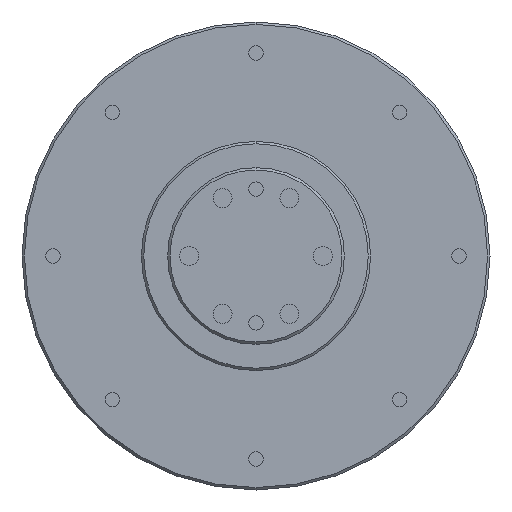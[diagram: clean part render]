
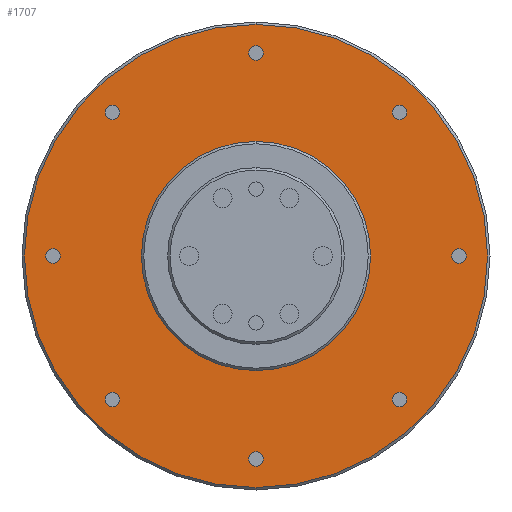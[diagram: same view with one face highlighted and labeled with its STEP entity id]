
A CAD part, left-side view. The second image highlights one B-rep face of the part: STEP entity #1707.
In plain terms, the highlighted planar face has unit normal (-1, 0, 0).
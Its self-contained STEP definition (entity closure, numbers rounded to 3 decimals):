
#299=CARTESIAN_POINT('',(-35.5,0.,0.));
#300=DIRECTION('',(1.,0.,0.));
#301=DIRECTION('',(0.,0.,-1.));
#302=AXIS2_PLACEMENT_3D('',#299,#300,#301);
#312=CARTESIAN_POINT('',(-35.5,0.,0.));
#313=DIRECTION('',(-1.,0.,0.));
#314=DIRECTION('',(0.,0.,-1.));
#315=AXIS2_PLACEMENT_3D('',#312,#313,#314);
#317=CARTESIAN_POINT('',(-35.5,0.,0.));
#318=DIRECTION('',(1.,0.,0.));
#319=DIRECTION('',(0.,0.,-1.));
#320=AXIS2_PLACEMENT_3D('',#317,#318,#319);
#322=CARTESIAN_POINT('',(-35.5,0.,0.));
#323=DIRECTION('',(-1.,0.,0.));
#324=DIRECTION('',(0.,0.,-1.));
#325=AXIS2_PLACEMENT_3D('',#322,#323,#324);
#327=CARTESIAN_POINT('',(-35.5,42.5,0.));
#328=DIRECTION('',(-1.,0.,0.));
#329=DIRECTION('',(0.,0.,1.));
#330=AXIS2_PLACEMENT_3D('',#327,#328,#329);
#332=CARTESIAN_POINT('',(-35.5,42.5,0.));
#333=DIRECTION('',(-1.,0.,0.));
#334=DIRECTION('',(0.,0.,-1.));
#335=AXIS2_PLACEMENT_3D('',#332,#333,#334);
#337=CARTESIAN_POINT('',(-35.5,30.052,30.052));
#338=DIRECTION('',(-1.,0.,0.));
#339=DIRECTION('',(0.,-0.707,0.707));
#340=AXIS2_PLACEMENT_3D('',#337,#338,#339);
#342=CARTESIAN_POINT('',(-35.5,30.052,30.052));
#343=DIRECTION('',(-1.,0.,0.));
#344=DIRECTION('',(0.,0.707,-0.707));
#345=AXIS2_PLACEMENT_3D('',#342,#343,#344);
#347=CARTESIAN_POINT('',(-35.5,0.,42.5));
#348=DIRECTION('',(-1.,0.,0.));
#349=DIRECTION('',(0.,-1.,0.));
#350=AXIS2_PLACEMENT_3D('',#347,#348,#349);
#352=CARTESIAN_POINT('',(-35.5,0.,42.5));
#353=DIRECTION('',(-1.,0.,0.));
#354=DIRECTION('',(0.,1.,0.));
#355=AXIS2_PLACEMENT_3D('',#352,#353,#354);
#357=CARTESIAN_POINT('',(-35.5,-30.052,30.052));
#358=DIRECTION('',(-1.,0.,0.));
#359=DIRECTION('',(0.,-0.707,-0.707));
#360=AXIS2_PLACEMENT_3D('',#357,#358,#359);
#362=CARTESIAN_POINT('',(-35.5,-30.052,30.052));
#363=DIRECTION('',(-1.,0.,0.));
#364=DIRECTION('',(0.,0.707,0.707));
#365=AXIS2_PLACEMENT_3D('',#362,#363,#364);
#367=CARTESIAN_POINT('',(-35.5,-42.5,0.));
#368=DIRECTION('',(-1.,0.,0.));
#369=DIRECTION('',(0.,0.,-1.));
#370=AXIS2_PLACEMENT_3D('',#367,#368,#369);
#372=CARTESIAN_POINT('',(-35.5,-42.5,0.));
#373=DIRECTION('',(-1.,0.,0.));
#374=DIRECTION('',(0.,0.,1.));
#375=AXIS2_PLACEMENT_3D('',#372,#373,#374);
#377=CARTESIAN_POINT('',(-35.5,-30.052,-30.052));
#378=DIRECTION('',(-1.,0.,0.));
#379=DIRECTION('',(0.,0.707,-0.707));
#380=AXIS2_PLACEMENT_3D('',#377,#378,#379);
#382=CARTESIAN_POINT('',(-35.5,-30.052,-30.052));
#383=DIRECTION('',(-1.,0.,0.));
#384=DIRECTION('',(0.,-0.707,0.707));
#385=AXIS2_PLACEMENT_3D('',#382,#383,#384);
#387=CARTESIAN_POINT('',(-35.5,0.,-42.5));
#388=DIRECTION('',(-1.,0.,0.));
#389=DIRECTION('',(0.,1.,0.));
#390=AXIS2_PLACEMENT_3D('',#387,#388,#389);
#392=CARTESIAN_POINT('',(-35.5,0.,-42.5));
#393=DIRECTION('',(-1.,0.,0.));
#394=DIRECTION('',(0.,-1.,0.));
#395=AXIS2_PLACEMENT_3D('',#392,#393,#394);
#397=CARTESIAN_POINT('',(-35.5,30.052,-30.052));
#398=DIRECTION('',(-1.,0.,0.));
#399=DIRECTION('',(0.,0.707,0.707));
#400=AXIS2_PLACEMENT_3D('',#397,#398,#399);
#402=CARTESIAN_POINT('',(-35.5,30.052,-30.052));
#403=DIRECTION('',(-1.,0.,0.));
#404=DIRECTION('',(0.,-0.707,-0.707));
#405=AXIS2_PLACEMENT_3D('',#402,#403,#404);
#918=CARTESIAN_POINT('',(-35.5,0.,-48.5));
#919=VERTEX_POINT('',#918);
#920=CARTESIAN_POINT('',(-35.5,0.,-24.));
#922=VERTEX_POINT('',#920);
#942=CARTESIAN_POINT('',(-35.5,0.,48.5));
#943=VERTEX_POINT('',#942);
#944=CARTESIAN_POINT('',(-35.5,0.,24.));
#946=VERTEX_POINT('',#944);
#1018=CARTESIAN_POINT('',(-35.5,42.5,1.5));
#1019=CARTESIAN_POINT('',(-35.5,42.5,-1.5));
#1020=VERTEX_POINT('',#1018);
#1021=VERTEX_POINT('',#1019);
#1026=CARTESIAN_POINT('',(-35.5,28.991,31.113));
#1027=CARTESIAN_POINT('',(-35.5,31.113,28.991));
#1028=VERTEX_POINT('',#1026);
#1029=VERTEX_POINT('',#1027);
#1034=CARTESIAN_POINT('',(-35.5,-1.5,42.5));
#1035=CARTESIAN_POINT('',(-35.5,1.5,42.5));
#1036=VERTEX_POINT('',#1034);
#1037=VERTEX_POINT('',#1035);
#1042=CARTESIAN_POINT('',(-35.5,-31.113,28.991));
#1043=CARTESIAN_POINT('',(-35.5,-28.991,31.113));
#1044=VERTEX_POINT('',#1042);
#1045=VERTEX_POINT('',#1043);
#1050=CARTESIAN_POINT('',(-35.5,-42.5,-1.5));
#1051=CARTESIAN_POINT('',(-35.5,-42.5,1.5));
#1052=VERTEX_POINT('',#1050);
#1053=VERTEX_POINT('',#1051);
#1058=CARTESIAN_POINT('',(-35.5,-28.991,-31.113));
#1059=CARTESIAN_POINT('',(-35.5,-31.113,-28.991));
#1060=VERTEX_POINT('',#1058);
#1061=VERTEX_POINT('',#1059);
#1066=CARTESIAN_POINT('',(-35.5,1.5,-42.5));
#1067=CARTESIAN_POINT('',(-35.5,-1.5,-42.5));
#1068=VERTEX_POINT('',#1066);
#1069=VERTEX_POINT('',#1067);
#1074=CARTESIAN_POINT('',(-35.5,31.113,-28.991));
#1075=CARTESIAN_POINT('',(-35.5,28.991,-31.113));
#1076=VERTEX_POINT('',#1074);
#1077=VERTEX_POINT('',#1075);
#1644=CARTESIAN_POINT('',(-35.5,0.,0.));
#1645=DIRECTION('',(1.,0.,0.));
#1646=DIRECTION('',(0.,0.,1.));
#1647=AXIS2_PLACEMENT_3D('',#1644,#1645,#1646);
#1648=PLANE('',#1647);
#1650=ORIENTED_EDGE('',*,*,#1649,.T.);
#1652=ORIENTED_EDGE('',*,*,#1651,.F.);
#1653=EDGE_LOOP('',(#1650,#1652));
#1654=FACE_OUTER_BOUND('',#1653,.F.);
#1655=ORIENTED_EDGE('',*,*,#1639,.T.);
#1656=ORIENTED_EDGE('',*,*,#1623,.F.);
#1657=EDGE_LOOP('',(#1655,#1656));
#1658=FACE_BOUND('',#1657,.F.);
#1660=ORIENTED_EDGE('',*,*,#1659,.T.);
#1662=ORIENTED_EDGE('',*,*,#1661,.T.);
#1663=EDGE_LOOP('',(#1660,#1662));
#1664=FACE_BOUND('',#1663,.F.);
#1666=ORIENTED_EDGE('',*,*,#1665,.T.);
#1668=ORIENTED_EDGE('',*,*,#1667,.T.);
#1669=EDGE_LOOP('',(#1666,#1668));
#1670=FACE_BOUND('',#1669,.F.);
#1672=ORIENTED_EDGE('',*,*,#1671,.T.);
#1674=ORIENTED_EDGE('',*,*,#1673,.T.);
#1675=EDGE_LOOP('',(#1672,#1674));
#1676=FACE_BOUND('',#1675,.F.);
#1678=ORIENTED_EDGE('',*,*,#1677,.T.);
#1680=ORIENTED_EDGE('',*,*,#1679,.T.);
#1681=EDGE_LOOP('',(#1678,#1680));
#1682=FACE_BOUND('',#1681,.F.);
#1684=ORIENTED_EDGE('',*,*,#1683,.T.);
#1686=ORIENTED_EDGE('',*,*,#1685,.T.);
#1687=EDGE_LOOP('',(#1684,#1686));
#1688=FACE_BOUND('',#1687,.F.);
#1690=ORIENTED_EDGE('',*,*,#1689,.T.);
#1692=ORIENTED_EDGE('',*,*,#1691,.T.);
#1693=EDGE_LOOP('',(#1690,#1692));
#1694=FACE_BOUND('',#1693,.F.);
#1696=ORIENTED_EDGE('',*,*,#1695,.T.);
#1698=ORIENTED_EDGE('',*,*,#1697,.T.);
#1699=EDGE_LOOP('',(#1696,#1698));
#1700=FACE_BOUND('',#1699,.F.);
#1702=ORIENTED_EDGE('',*,*,#1701,.T.);
#1704=ORIENTED_EDGE('',*,*,#1703,.T.);
#1705=EDGE_LOOP('',(#1702,#1704));
#1706=FACE_BOUND('',#1705,.F.);
#303=CIRCLE('',#302,24.);
#316=CIRCLE('',#315,24.);
#321=CIRCLE('',#320,48.5);
#326=CIRCLE('',#325,48.5);
#331=CIRCLE('',#330,1.5);
#336=CIRCLE('',#335,1.5);
#341=CIRCLE('',#340,1.5);
#346=CIRCLE('',#345,1.5);
#351=CIRCLE('',#350,1.5);
#356=CIRCLE('',#355,1.5);
#361=CIRCLE('',#360,1.5);
#366=CIRCLE('',#365,1.5);
#371=CIRCLE('',#370,1.5);
#376=CIRCLE('',#375,1.5);
#381=CIRCLE('',#380,1.5);
#386=CIRCLE('',#385,1.5);
#391=CIRCLE('',#390,1.5);
#396=CIRCLE('',#395,1.5);
#401=CIRCLE('',#400,1.5);
#406=CIRCLE('',#405,1.5);
#1623=EDGE_CURVE('',#922,#946,#303,.T.);
#1639=EDGE_CURVE('',#922,#946,#316,.T.);
#1649=EDGE_CURVE('',#919,#943,#321,.T.);
#1651=EDGE_CURVE('',#919,#943,#326,.T.);
#1659=EDGE_CURVE('',#1020,#1021,#331,.T.);
#1661=EDGE_CURVE('',#1021,#1020,#336,.T.);
#1665=EDGE_CURVE('',#1028,#1029,#341,.T.);
#1667=EDGE_CURVE('',#1029,#1028,#346,.T.);
#1671=EDGE_CURVE('',#1036,#1037,#351,.T.);
#1673=EDGE_CURVE('',#1037,#1036,#356,.T.);
#1677=EDGE_CURVE('',#1044,#1045,#361,.T.);
#1679=EDGE_CURVE('',#1045,#1044,#366,.T.);
#1683=EDGE_CURVE('',#1052,#1053,#371,.T.);
#1685=EDGE_CURVE('',#1053,#1052,#376,.T.);
#1689=EDGE_CURVE('',#1060,#1061,#381,.T.);
#1691=EDGE_CURVE('',#1061,#1060,#386,.T.);
#1695=EDGE_CURVE('',#1068,#1069,#391,.T.);
#1697=EDGE_CURVE('',#1069,#1068,#396,.T.);
#1701=EDGE_CURVE('',#1076,#1077,#401,.T.);
#1703=EDGE_CURVE('',#1077,#1076,#406,.T.);
#1707=ADVANCED_FACE('',(#1654,#1658,#1664,#1670,#1676,#1682,#1688,#1694,#1700,
#1706),#1648,.F.);
